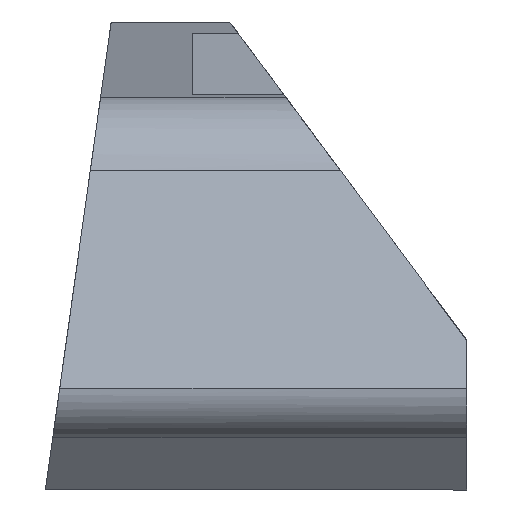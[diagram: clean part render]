
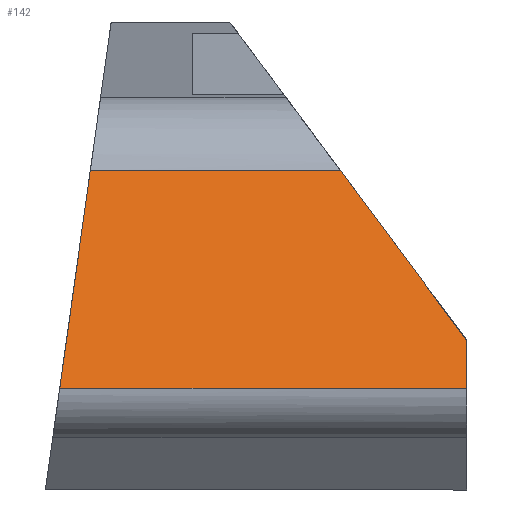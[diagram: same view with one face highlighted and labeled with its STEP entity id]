
A CAD part, left-side view. The second image highlights one B-rep face of the part: STEP entity #142.
In plain terms, the highlighted planar face has unit normal (-0.952, 0, 0.307).
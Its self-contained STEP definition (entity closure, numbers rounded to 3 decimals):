
#1 = CARTESIAN_POINT ( 'NONE',  ( -36.6, 8.328, 83.048 ) ) ;
#61 = ORIENTED_EDGE ( 'NONE', *, *, #556, .T. ) ;
#67 = VERTEX_POINT ( 'NONE', #319 ) ;
#134 = FACE_OUTER_BOUND ( 'NONE', #1174, .T. ) ;
#142 = ADVANCED_FACE ( 'NONE', ( #134 ), #336, .F. ) ;
#149 = CARTESIAN_POINT ( 'NONE',  ( -60., -20., 10.436 ) ) ;
#156 = EDGE_CURVE ( 'NONE', #1153, #308, #631, .T. ) ;
#176 = DIRECTION ( 'NONE',  ( 0.304, -0.133, 0.943 ) ) ;
#219 = ORIENTED_EDGE ( 'NONE', *, *, #666, .T. ) ;
#259 = DIRECTION ( 'NONE',  ( -0.25, -0.578, -0.777 ) ) ;
#308 = VERTEX_POINT ( 'NONE', #586 ) ;
#319 = CARTESIAN_POINT ( 'NONE',  ( -60., 18.533, 10.436 ) ) ;
#336 = PLANE ( 'NONE',  #811 ) ;
#458 = VECTOR ( 'NONE', #1218, 1000. ) ;
#471 = CARTESIAN_POINT ( 'NONE',  ( -53.364, 15.639, 31.029 ) ) ;
#556 = EDGE_CURVE ( 'NONE', #67, #308, #930, .T. ) ;
#586 = CARTESIAN_POINT ( 'NONE',  ( -60., -20., 10.436 ) ) ;
#588 = EDGE_CURVE ( 'NONE', #67, #1055, #1040, .T. ) ;
#590 = ORIENTED_EDGE ( 'NONE', *, *, #1089, .F. ) ;
#600 = VECTOR ( 'NONE', #259, 1000. ) ;
#627 = CARTESIAN_POINT ( 'NONE',  ( -53.364, -8.063, 31.029 ) ) ;
#631 = LINE ( 'NONE', #894, #754 ) ;
#658 = CARTESIAN_POINT ( 'NONE',  ( -53.364, -20., 31.029 ) ) ;
#666 = EDGE_CURVE ( 'NONE', #1098, #1055, #965, .T. ) ;
#714 = DIRECTION ( 'NONE',  ( -0.307, 0., -0.952 ) ) ;
#754 = VECTOR ( 'NONE', #998, 1000. ) ;
#811 = AXIS2_PLACEMENT_3D ( 'NONE', #149, #1177, #714 ) ;
#843 = DIRECTION ( 'NONE',  ( 0., -1., 0. ) ) ;
#894 = CARTESIAN_POINT ( 'NONE',  ( -60., -20., 10.436 ) ) ;
#903 = CARTESIAN_POINT ( 'NONE',  ( -58.529, -20., 15. ) ) ;
#930 = LINE ( 'NONE', #1124, #960 ) ;
#934 = VECTOR ( 'NONE', #176, 1000. ) ;
#955 = ORIENTED_EDGE ( 'NONE', *, *, #588, .F. ) ;
#960 = VECTOR ( 'NONE', #843, 1000. ) ;
#965 = LINE ( 'NONE', #658, #458 ) ;
#998 = DIRECTION ( 'NONE',  ( -0.307, 0., -0.952 ) ) ;
#1040 = LINE ( 'NONE', #1, #934 ) ;
#1055 = VERTEX_POINT ( 'NONE', #471 ) ;
#1061 = LINE ( 'NONE', #1109, #600 ) ;
#1082 = ORIENTED_EDGE ( 'NONE', *, *, #156, .F. ) ;
#1089 = EDGE_CURVE ( 'NONE', #1098, #1153, #1061, .T. ) ;
#1098 = VERTEX_POINT ( 'NONE', #627 ) ;
#1109 = CARTESIAN_POINT ( 'NONE',  ( -58.498, -19.928, 15.096 ) ) ;
#1124 = CARTESIAN_POINT ( 'NONE',  ( -60., -20., 10.436 ) ) ;
#1153 = VERTEX_POINT ( 'NONE', #903 ) ;
#1174 = EDGE_LOOP ( 'NONE', ( #590, #219, #955, #61, #1082 ) ) ;
#1177 = DIRECTION ( 'NONE',  ( 0.952, 0., -0.307 ) ) ;
#1218 = DIRECTION ( 'NONE',  ( 0., 1., 0. ) ) ;
